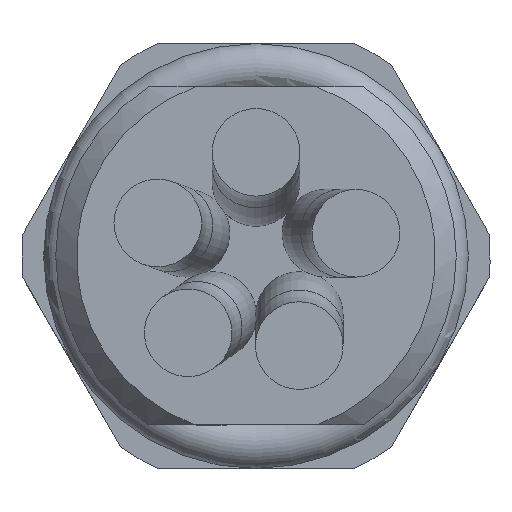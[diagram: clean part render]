
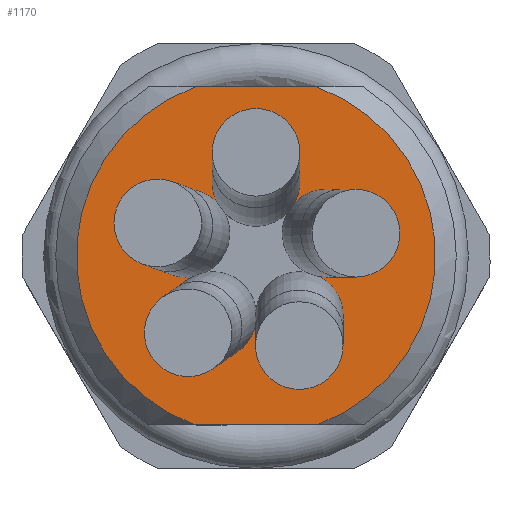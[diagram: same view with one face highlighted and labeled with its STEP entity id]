
A CAD part, front view. The second image highlights one B-rep face of the part: STEP entity #1170.
In plain terms, the highlighted planar face has unit normal (0, -1, 0).
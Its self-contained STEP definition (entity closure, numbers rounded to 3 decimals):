
#413=LINE('',#7711,#673);
#414=LINE('',#7725,#674);
#673=VECTOR('',#5142,1.);
#674=VECTOR('',#5149,1.);
#924=FACE_BOUND('',#1738,.T.);
#925=FACE_BOUND('',#1739,.T.);
#1170=ADVANCED_FACE('',(#924,#925),#1292,.T.);
#1292=PLANE('',#4249);
#1738=EDGE_LOOP('',(#2778,#2779,#2780,#2781,#2782));
#1739=EDGE_LOOP('',(#2783,#2784,#2785,#2786));
#2778=ORIENTED_EDGE('',*,*,#3743,.F.);
#2779=ORIENTED_EDGE('',*,*,#3744,.F.);
#2780=ORIENTED_EDGE('',*,*,#3745,.F.);
#2781=ORIENTED_EDGE('',*,*,#3746,.F.);
#2782=ORIENTED_EDGE('',*,*,#3747,.F.);
#2783=ORIENTED_EDGE('',*,*,#3742,.F.);
#2784=ORIENTED_EDGE('',*,*,#3741,.T.);
#2785=ORIENTED_EDGE('',*,*,#3738,.F.);
#2786=ORIENTED_EDGE('',*,*,#3736,.T.);
#3206=VERTEX_POINT('',#7703);
#3207=VERTEX_POINT('',#7705);
#3208=VERTEX_POINT('',#7712);
#3209=VERTEX_POINT('',#7722);
#3210=VERTEX_POINT('',#7728);
#3211=VERTEX_POINT('',#7729);
#3212=VERTEX_POINT('',#7731);
#3213=VERTEX_POINT('',#7733);
#3214=VERTEX_POINT('',#7735);
#3736=EDGE_CURVE('',#3207,#3206,#3912,.T.);
#3738=EDGE_CURVE('',#3207,#3208,#413,.T.);
#3741=EDGE_CURVE('',#3209,#3208,#3913,.T.);
#3742=EDGE_CURVE('',#3209,#3206,#414,.T.);
#3743=EDGE_CURVE('',#3210,#3211,#3914,.T.);
#3744=EDGE_CURVE('',#3212,#3210,#3915,.T.);
#3745=EDGE_CURVE('',#3213,#3212,#3916,.T.);
#3746=EDGE_CURVE('',#3214,#3213,#3917,.T.);
#3747=EDGE_CURVE('',#3211,#3214,#3918,.T.);
#3912=CIRCLE('',#4238,7.172);
#3913=CIRCLE('',#4241,7.172);
#3914=CIRCLE('',#4244,1.75);
#3915=CIRCLE('',#4245,1.75);
#3916=CIRCLE('',#4246,1.75);
#3917=CIRCLE('',#4247,1.75);
#3918=CIRCLE('',#4248,1.75);
#4238=AXIS2_PLACEMENT_3D('',#7704,#5138,#5139);
#4241=AXIS2_PLACEMENT_3D('',#7723,#5145,#5146);
#4244=AXIS2_PLACEMENT_3D('',#7727,#5152,#5153);
#4245=AXIS2_PLACEMENT_3D('',#7730,#5154,#5155);
#4246=AXIS2_PLACEMENT_3D('',#7732,#5156,#5157);
#4247=AXIS2_PLACEMENT_3D('',#7734,#5158,#5159);
#4248=AXIS2_PLACEMENT_3D('',#7736,#5160,#5161);
#4249=AXIS2_PLACEMENT_3D('',#7737,#5162,#5163);
#5138=DIRECTION('',(0.,-1.,0.));
#5139=DIRECTION('',(0.,0.,-1.));
#5142=DIRECTION('',(-1.,0.,0.));
#5145=DIRECTION('',(0.,-1.,0.));
#5146=DIRECTION('',(0.,0.,-1.));
#5149=DIRECTION('',(1.,0.,0.));
#5152=DIRECTION('',(0.,-1.,0.));
#5153=DIRECTION('',(0.,0.,-1.));
#5154=DIRECTION('',(0.,-1.,0.));
#5155=DIRECTION('',(0.,0.,-1.));
#5156=DIRECTION('',(0.,-1.,0.));
#5157=DIRECTION('',(0.,0.,-1.));
#5158=DIRECTION('',(0.,-1.,0.));
#5159=DIRECTION('',(0.,0.,-1.));
#5160=DIRECTION('',(0.,-1.,0.));
#5161=DIRECTION('',(0.,0.,-1.));
#5162=DIRECTION('',(0.,-1.,0.));
#5163=DIRECTION('',(0.,0.,-1.));
#7703=CARTESIAN_POINT('',(52.424,50.,6.75));
#7704=CARTESIAN_POINT('',(50.,50.,0.));
#7705=CARTESIAN_POINT('',(52.424,50.,-6.75));
#7711=CARTESIAN_POINT('',(55.85,50.,-6.75));
#7712=CARTESIAN_POINT('',(47.576,50.,-6.75));
#7722=CARTESIAN_POINT('',(47.576,50.,6.75));
#7723=CARTESIAN_POINT('',(50.,50.,0.));
#7725=CARTESIAN_POINT('',(55.85,50.,6.75));
#7727=CARTESIAN_POINT('',(47.204,50.,0.909));
#7728=CARTESIAN_POINT('',(48.44,50.,2.148));
#7729=CARTESIAN_POINT('',(47.475,50.,-0.82));
#7730=CARTESIAN_POINT('',(50.,50.,2.94));
#7731=CARTESIAN_POINT('',(51.56,50.,2.148));
#7732=CARTESIAN_POINT('',(52.796,50.,0.909));
#7733=CARTESIAN_POINT('',(52.525,50.,-0.82));
#7734=CARTESIAN_POINT('',(51.728,50.,-2.379));
#7735=CARTESIAN_POINT('',(50.,50.,-2.655));
#7736=CARTESIAN_POINT('',(48.272,50.,-2.379));
#7737=CARTESIAN_POINT('',(55.85,50.,0.));
